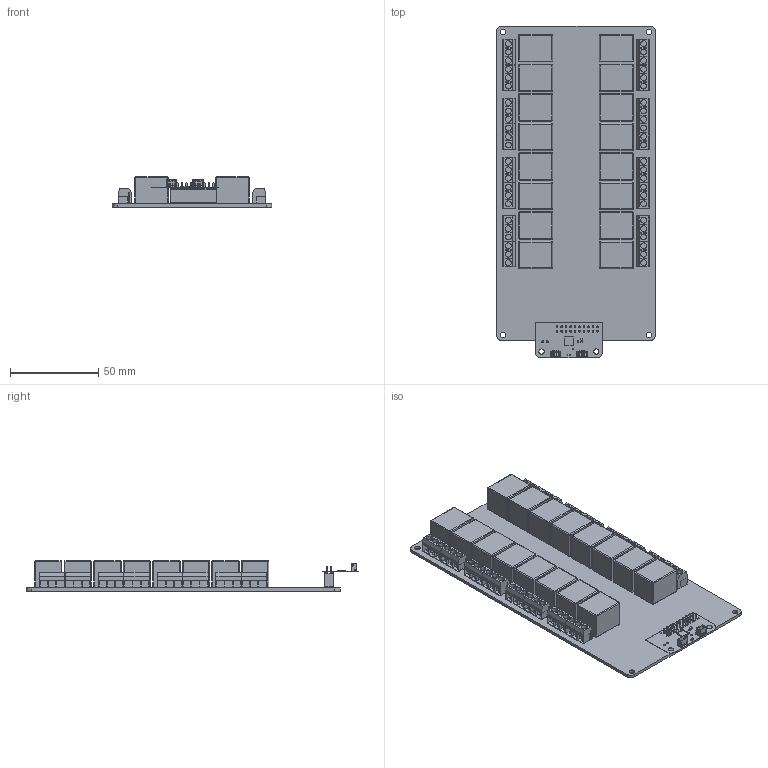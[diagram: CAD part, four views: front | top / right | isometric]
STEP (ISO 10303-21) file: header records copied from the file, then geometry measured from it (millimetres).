
FILE_DESCRIPTION(('Open CASCADE Model'),'2;1');
FILE_NAME('Open CASCADE Shape Model','2025-05-20T06:35:11',('Author'),( 'Open CASCADE'),'Open CASCADE STEP processor 7.5','Open CASCADE 7.5' ,'Unknown');
FILE_SCHEMA(('AUTOMOTIVE_DESIGN { 1 0 10303 214 1 1 1 1 }'));
Length unit declared in the file: millimetre
Products named in the file (36): PCB; Board; Open CASCADE STEP translator 7.5 1.1.1; 1; 61302021821; 6130xx21821_PIN; U; DUELink-U-Connector-BM04B-SRSS-TB; D; DUELink-Connector-BM04B-SRSS-TB; STAT; 0603 LED Green; Solid1; Solid4; R4; User Library-R SMD 0402; User Library-R SMD 0402_0402 BODY; User Library-R SMD 0402_0402 PAD; User Library-R SMD 0402_0402 OPIS; C2; 0805 SMD Capacitor; C1; C0402; Free-Models; Relay16; pcb; relay; relay-block; STM32-QFN32
Assembly tree (85 placements, depth 4):
  PCB
    Board
      Open CASCADE STEP translator 7.5 1.1.1
    1
      61302021821
        61302021821
        6130xx21821_PIN  x20
    U
      DUELink-U-Connector-BM04B-SRSS-TB
    D
      DUELink-Connector-BM04B-SRSS-TB
    STAT
      0603 LED Green
        Solid1
        Solid4
        Solid1
        Solid1
        Solid4
        Solid1
        Solid1
        Solid1
    R4
      User Library-R SMD 0402
        User Library-R SMD 0402_0402 BODY
        User Library-R SMD 0402_0402 PAD  x2
        User Library-R SMD 0402_0402 OPIS
    C2
      0805 SMD Capacitor
    C1
      C0402
    Free-Models
      Relay16
        pcb
        relay  x16
        relay-block  x16
      STM32-QFN32
Bounding box: 90.17 x 187.78 x 17.08 mm (x, y, z)
Volume: 109657.2 mm3; surface area: 78614.2 mm2
Topology: 133 solids, 133 shells, 3150 faces, 9356 edges, 7932 vertices
Faces by surface type: plane 2324, cylinder 558, sphere 136, bspline 124, revolution 8
Full cylindrical faces by diameter (mm): 1.016 x2, 1.02 x20, 3 x2, 3.175 x4, 3.297 x96
Entity records: 68899 total; most frequent: CARTESIAN_POINT 17139, DIRECTION 9161, ORIENTED_EDGE 8118, LINE 4737, VECTOR 4737, EDGE_CURVE 4059, VERTEX_POINT 2622, AXIS2_PLACEMENT_3D 2208
